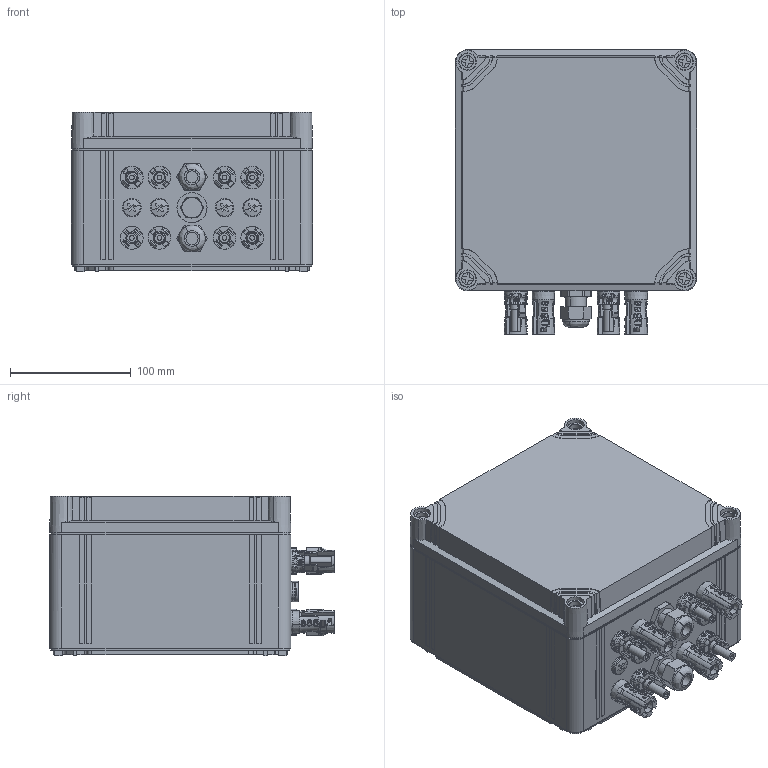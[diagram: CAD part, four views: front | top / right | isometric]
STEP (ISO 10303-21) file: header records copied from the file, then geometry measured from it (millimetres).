
FILE_DESCRIPTION(('CATIA V5 STEP Exchange','CAx-IF Rec.Pracs.--- Model Styling and Organization---1.4--- 2014-01-23'),'2;1');
FILE_NAME ('D1573902_0', '2023-05-11T07:36:25+00:00', ('none'), ('Weidmueller'), 'CATIA Version 5-6 Release 2016 SP3 HF44', 'CATIA V5 STEP AP214', 'none');
FILE_SCHEMA(('AUTOMOTIVE_DESIGN { 1 0 10303 214 1 1 1 1 }'));
Products named in the file (1): S3D_PVN_DC_1IN-1OUTX2_2MPPT_SPD1R_EVO_1-1kV
Bounding box: 200 x 236.03 x 132 mm (x, y, z)
Volume: 5096180.4 mm3; surface area: 334572.4 mm2
Topology: 21 solids, 21 shells, 2527 faces, 7536 edges, 5172 vertices
Faces by surface type: plane 1117, cylinder 838, extrusion 300, bspline 136, torus 84, cone 44, sphere 8
Entity records: 112551 total; most frequent: CARTESIAN_POINT 50075, ORIENTED_EDGE 15068, DIRECTION 7937, EDGE_CURVE 7534, VERTEX_POINT 5172, VECTOR 3699, LINE 3399, AXIS2_PLACEMENT_3D 2896
